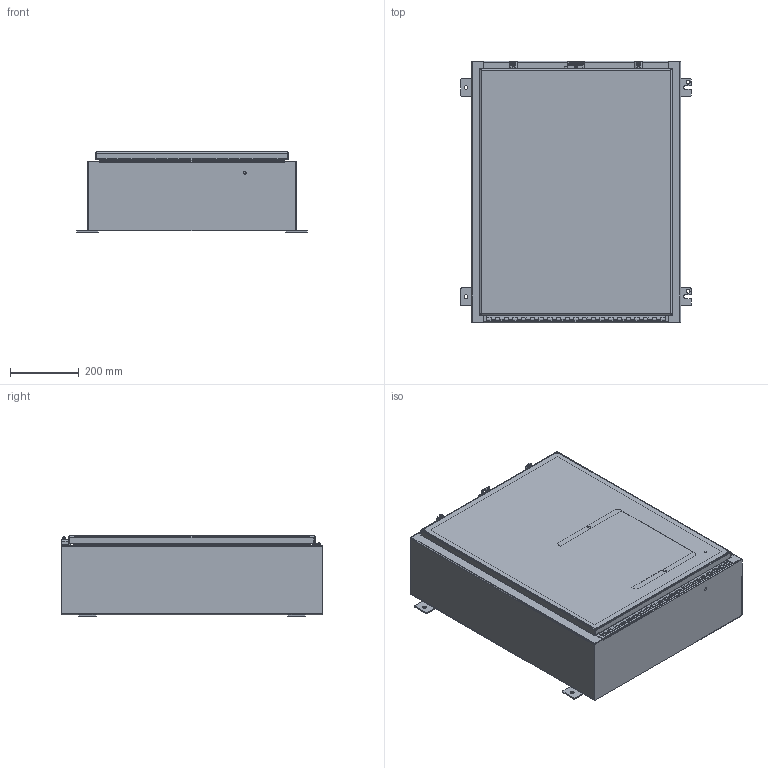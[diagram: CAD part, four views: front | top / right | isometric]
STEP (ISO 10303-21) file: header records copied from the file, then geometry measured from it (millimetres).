
FILE_DESCRIPTION (( 'STEP AP203' ), '1' );
FILE_NAME ('SCE-24H3008SSLP.step', '2021-02-09T15:27:22', ( 'ADC123' ), ( 'Microsoft' ), 'SwSTEP 2.0', 'SolidWorks 2019', '' );
FILE_SCHEMA (( 'CONFIG_CONTROL_DESIGN' ));
Products named in the file (1): SCE-24H3008SSLP
Bounding box: 673.1 x 762 x 233.88 mm (x, y, z)
Surface area: 4437712.8 mm2 (no closed solid volume)
Topology: 0 solids, 48 shells, 3192 faces, 8782 edges, 5478 vertices
Faces by surface type: plane 1285, bspline 1190, cylinder 670, cone 46, torus 1
Full cylindrical faces by diameter (mm): 3.175 x1, 3.962 x1, 4.064 x2, 4.318 x1, 4.775 x4, 4.826 x4, 4.902 x4, 5.156 x2, 6.299 x13, 6.35 x2, 6.363 x5, 6.502 x4, 7.137 x4, 8.433 x4, 9.296 x4, 9.322 x4, 11.112 x8, 12.7 x4, 12.878 x2, 14.288 x5
Entity records: 171798 total; most frequent: CARTESIAN_POINT 105035, ORIENTED_EDGE 16441, DIRECTION 9744, EDGE_CURVE 8230, VERTEX_POINT 5353, EDGE_LOOP 3503, B_SPLINE_CURVE_WITH_KNOTS 3428, AXIS2_PLACEMENT_3D 3379
